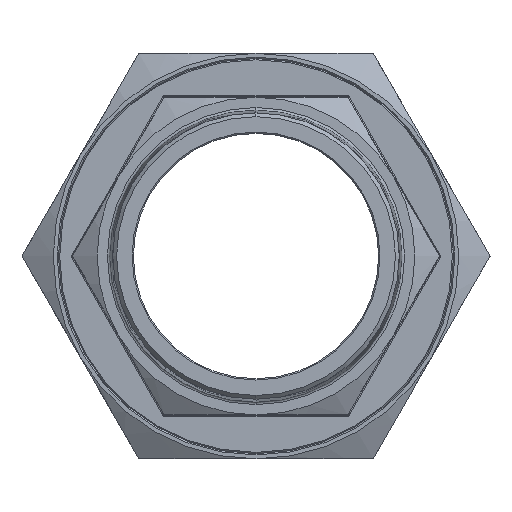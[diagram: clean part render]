
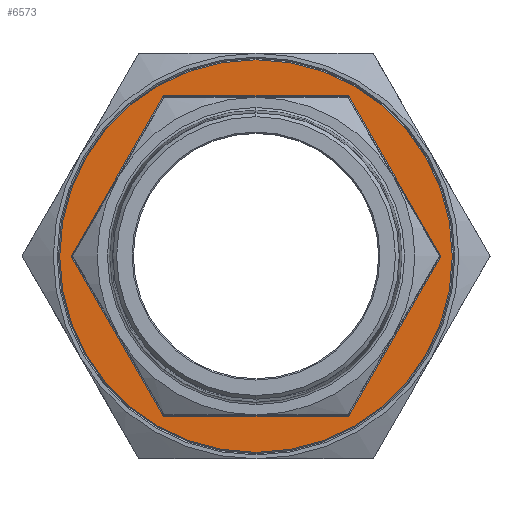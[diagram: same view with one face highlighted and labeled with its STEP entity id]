
A CAD part, left-side view. The second image highlights one B-rep face of the part: STEP entity #6573.
In plain terms, the highlighted planar face has unit normal (-1, 0, 0).
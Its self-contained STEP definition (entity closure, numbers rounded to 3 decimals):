
#170 = DIRECTION ( 'NONE',  ( 0., -0.5, -0.866 ) ) ;
#201 = VECTOR ( 'NONE', #15060, 1000. ) ;
#413 = LINE ( 'NONE', #13822, #201 ) ;
#458 = VECTOR ( 'NONE', #8017, 1000. ) ;
#619 = LINE ( 'NONE', #7887, #15538 ) ;
#1140 = ORIENTED_EDGE ( 'NONE', *, *, #10767, .F. ) ;
#1389 = ORIENTED_EDGE ( 'NONE', *, *, #12747, .T. ) ;
#1621 = CARTESIAN_POINT ( 'NONE',  ( -19.5, -35.796, -62. ) ) ;
#1691 = LINE ( 'NONE', #3302, #14258 ) ;
#2662 = ORIENTED_EDGE ( 'NONE', *, *, #13002, .F. ) ;
#2702 = CARTESIAN_POINT ( 'NONE',  ( -19.5, -71.591, 0. ) ) ;
#2982 = EDGE_CURVE ( 'NONE', #13731, #14045, #1691, .T. ) ;
#3302 = CARTESIAN_POINT ( 'NONE',  ( -19.5, 44.817, 46.375 ) ) ;
#3307 = LINE ( 'NONE', #13313, #8984 ) ;
#3696 = ORIENTED_EDGE ( 'NONE', *, *, #11085, .T. ) ;
#3852 = CARTESIAN_POINT ( 'NONE',  ( -19.5, 62.57, -15.625 ) ) ;
#4130 = DIRECTION ( 'NONE',  ( 0., -1., 0. ) ) ;
#4448 = DIRECTION ( 'NONE',  ( -1., 0., 0. ) ) ;
#4455 = DIRECTION ( 'NONE',  ( 0., 0.5, 0.866 ) ) ;
#4648 = ORIENTED_EDGE ( 'NONE', *, *, #2982, .F. ) ;
#4743 = CIRCLE ( 'NONE', #5352, 76. ) ;
#4919 = EDGE_CURVE ( 'NONE', #14045, #8628, #9079, .T. ) ;
#5239 = DIRECTION ( 'NONE',  ( -1., 0., 0. ) ) ;
#5334 = AXIS2_PLACEMENT_3D ( 'NONE', #15883, #10758, #8362 ) ;
#5352 = AXIS2_PLACEMENT_3D ( 'NONE', #14432, #4448, #8051 ) ;
#5849 = PLANE ( 'NONE',  #5334 ) ;
#6281 = DIRECTION ( 'NONE',  ( 0., 0., 1. ) ) ;
#6320 = VERTEX_POINT ( 'NONE', #6377 ) ;
#6338 = AXIS2_PLACEMENT_3D ( 'NONE', #12728, #5239, #6281 ) ;
#6377 = CARTESIAN_POINT ( 'NONE',  ( -19.5, 0., 76. ) ) ;
#6454 = VERTEX_POINT ( 'NONE', #6784 ) ;
#6518 = ORIENTED_EDGE ( 'NONE', *, *, #12389, .F. ) ;
#6573 = ADVANCED_FACE ( 'NONE', ( #12369, #8639 ), #5849, .T. ) ;
#6784 = CARTESIAN_POINT ( 'NONE',  ( -19.5, 0., -76. ) ) ;
#7140 = VECTOR ( 'NONE', #170, 1000. ) ;
#7250 = VERTEX_POINT ( 'NONE', #9298 ) ;
#7524 = LINE ( 'NONE', #15540, #458 ) ;
#7887 = CARTESIAN_POINT ( 'NONE',  ( -19.5, 17.754, -62. ) ) ;
#8017 = DIRECTION ( 'NONE',  ( 0., 1., 0. ) ) ;
#8051 = DIRECTION ( 'NONE',  ( 0., 0., 1. ) ) ;
#8362 = DIRECTION ( 'NONE',  ( 0., -1., 0. ) ) ;
#8397 = DIRECTION ( 'NONE',  ( 0., 0.5, -0.866 ) ) ;
#8628 = VERTEX_POINT ( 'NONE', #12679 ) ;
#8639 = FACE_BOUND ( 'NONE', #12165, .T. ) ;
#8713 = EDGE_CURVE ( 'NONE', #11081, #7250, #3307, .T. ) ;
#8984 = VECTOR ( 'NONE', #4455, 1000. ) ;
#9069 = VERTEX_POINT ( 'NONE', #1621 ) ;
#9079 = LINE ( 'NONE', #3852, #7140 ) ;
#9298 = CARTESIAN_POINT ( 'NONE',  ( -19.5, -35.796, 62. ) ) ;
#10758 = DIRECTION ( 'NONE',  ( -1., 0., 0. ) ) ;
#10767 = EDGE_CURVE ( 'NONE', #7250, #13731, #7524, .T. ) ;
#11081 = VERTEX_POINT ( 'NONE', #2702 ) ;
#11085 = EDGE_CURVE ( 'NONE', #6454, #6320, #12638, .T. ) ;
#12148 = ORIENTED_EDGE ( 'NONE', *, *, #8713, .F. ) ;
#12165 = EDGE_LOOP ( 'NONE', ( #12654, #4648, #1140, #12148, #2662, #6518 ) ) ;
#12369 = FACE_OUTER_BOUND ( 'NONE', #13405, .T. ) ;
#12389 = EDGE_CURVE ( 'NONE', #8628, #9069, #619, .T. ) ;
#12638 = CIRCLE ( 'NONE', #6338, 76. ) ;
#12654 = ORIENTED_EDGE ( 'NONE', *, *, #4919, .F. ) ;
#12679 = CARTESIAN_POINT ( 'NONE',  ( -19.5, 35.796, -62. ) ) ;
#12728 = CARTESIAN_POINT ( 'NONE',  ( -19.5, 0., 0. ) ) ;
#12747 = EDGE_CURVE ( 'NONE', #6320, #6454, #4743, .T. ) ;
#13002 = EDGE_CURVE ( 'NONE', #9069, #11081, #413, .T. ) ;
#13313 = CARTESIAN_POINT ( 'NONE',  ( -19.5, -62.57, 15.625 ) ) ;
#13405 = EDGE_LOOP ( 'NONE', ( #1389, #3696 ) ) ;
#13731 = VERTEX_POINT ( 'NONE', #15656 ) ;
#13822 = CARTESIAN_POINT ( 'NONE',  ( -19.5, -44.817, -46.375 ) ) ;
#14045 = VERTEX_POINT ( 'NONE', #15217 ) ;
#14258 = VECTOR ( 'NONE', #8397, 1000. ) ;
#14432 = CARTESIAN_POINT ( 'NONE',  ( -19.5, 0., 0. ) ) ;
#15060 = DIRECTION ( 'NONE',  ( 0., -0.5, 0.866 ) ) ;
#15217 = CARTESIAN_POINT ( 'NONE',  ( -19.5, 71.591, 0. ) ) ;
#15538 = VECTOR ( 'NONE', #4130, 1000. ) ;
#15540 = CARTESIAN_POINT ( 'NONE',  ( -19.5, -17.754, 62. ) ) ;
#15656 = CARTESIAN_POINT ( 'NONE',  ( -19.5, 35.796, 62. ) ) ;
#15883 = CARTESIAN_POINT ( 'NONE',  ( -19.5, 0., 0. ) ) ;
